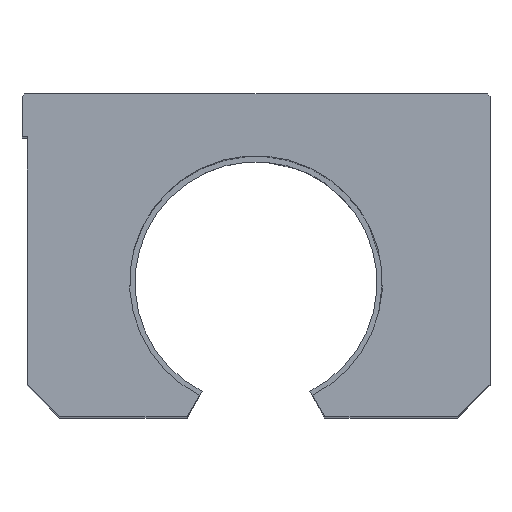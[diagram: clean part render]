
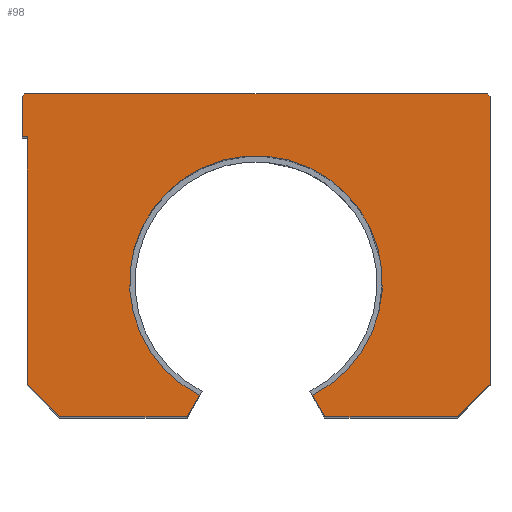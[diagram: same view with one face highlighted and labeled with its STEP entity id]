
A CAD part, top view. The second image highlights one B-rep face of the part: STEP entity #98.
In plain terms, the highlighted planar face has unit normal (0, 0, 1).
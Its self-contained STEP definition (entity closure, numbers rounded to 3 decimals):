
#98 = ADVANCED_FACE( '', ( #246 ), #247, .T. );
#246 = FACE_OUTER_BOUND( '', #467, .T. );
#247 = PLANE( '', #468 );
#467 = EDGE_LOOP( '', ( #710, #711, #712, #713, #714, #715, #716, #717, #718, #719, #720, #721, #722, #723 ) );
#468 = AXIS2_PLACEMENT_3D( '', #724, #725, #726 );
#710 = ORIENTED_EDGE( '', *, *, #1211, .T. );
#711 = ORIENTED_EDGE( '', *, *, #1193, .F. );
#712 = ORIENTED_EDGE( '', *, *, #1212, .T. );
#713 = ORIENTED_EDGE( '', *, *, #1213, .T. );
#714 = ORIENTED_EDGE( '', *, *, #1214, .T. );
#715 = ORIENTED_EDGE( '', *, *, #1215, .T. );
#716 = ORIENTED_EDGE( '', *, *, #1216, .T. );
#717 = ORIENTED_EDGE( '', *, *, #1217, .T. );
#718 = ORIENTED_EDGE( '', *, *, #1218, .T. );
#719 = ORIENTED_EDGE( '', *, *, #1219, .T. );
#720 = ORIENTED_EDGE( '', *, *, #1220, .T. );
#721 = ORIENTED_EDGE( '', *, *, #1181, .T. );
#722 = ORIENTED_EDGE( '', *, *, #1221, .T. );
#723 = ORIENTED_EDGE( '', *, *, #1222, .F. );
#724 = CARTESIAN_POINT( '', ( 0., 0., 152. ) );
#725 = DIRECTION( '', ( 0., 0., 1. ) );
#726 = DIRECTION( '', ( 1., 0., 0. ) );
#1181 = EDGE_CURVE( '', #1385, #1383, #1386, .T. );
#1193 = EDGE_CURVE( '', #1405, #1406, #1407, .T. );
#1211 = EDGE_CURVE( '', #1437, #1406, #1438, .T. );
#1212 = EDGE_CURVE( '', #1405, #1439, #1440, .T. );
#1213 = EDGE_CURVE( '', #1439, #1441, #1442, .T. );
#1214 = EDGE_CURVE( '', #1441, #1443, #1444, .T. );
#1215 = EDGE_CURVE( '', #1443, #1445, #1446, .T. );
#1216 = EDGE_CURVE( '', #1445, #1447, #1448, .T. );
#1217 = EDGE_CURVE( '', #1447, #1449, #1450, .T. );
#1218 = EDGE_CURVE( '', #1449, #1451, #1452, .T. );
#1219 = EDGE_CURVE( '', #1451, #1453, #1454, .T. );
#1220 = EDGE_CURVE( '', #1453, #1385, #1455, .T. );
#1221 = EDGE_CURVE( '', #1383, #1456, #1457, .T. );
#1222 = EDGE_CURVE( '', #1437, #1456, #1458, .T. );
#1383 = VERTEX_POINT( '', #1688 );
#1385 = VERTEX_POINT( '', #1691 );
#1386 = LINE( '', #1692, #1693 );
#1405 = VERTEX_POINT( '', #1718 );
#1406 = VERTEX_POINT( '', #1719 );
#1407 = LINE( '', #1720, #1721 );
#1437 = VERTEX_POINT( '', #1758 );
#1438 = CIRCLE( '', #1759, 23.5 );
#1439 = VERTEX_POINT( '', #1760 );
#1440 = LINE( '', #1761, #1762 );
#1441 = VERTEX_POINT( '', #1763 );
#1442 = LINE( '', #1764, #1765 );
#1443 = VERTEX_POINT( '', #1766 );
#1444 = LINE( '', #1767, #1768 );
#1445 = VERTEX_POINT( '', #1769 );
#1446 = LINE( '', #1770, #1771 );
#1447 = VERTEX_POINT( '', #1772 );
#1448 = LINE( '', #1773, #1774 );
#1449 = VERTEX_POINT( '', #1775 );
#1450 = LINE( '', #1776, #1777 );
#1451 = VERTEX_POINT( '', #1778 );
#1452 = LINE( '', #1779, #1780 );
#1453 = VERTEX_POINT( '', #1781 );
#1454 = LINE( '', #1782, #1783 );
#1455 = LINE( '', #1784, #1785 );
#1456 = VERTEX_POINT( '', #1786 );
#1457 = LINE( '', #1787, #1788 );
#1458 = LINE( '', #1789, #1790 );
#1688 = CARTESIAN_POINT( '', ( -36.5, 0., 152. ) );
#1691 = CARTESIAN_POINT( '', ( -42.5, 6., 152. ) );
#1692 = CARTESIAN_POINT( '', ( -42.5, 6., 152. ) );
#1693 = VECTOR( '', #2260, 1000. );
#1718 = CARTESIAN_POINT( '', ( 12.796, 0., 152. ) );
#1719 = CARTESIAN_POINT( '', ( 10.5, 3.976, 152. ) );
#1720 = CARTESIAN_POINT( '', ( 13.373, -1., 152. ) );
#1721 = VECTOR( '', #2273, 1000. );
#1758 = CARTESIAN_POINT( '', ( -10.5, 3.976, 152. ) );
#1759 = AXIS2_PLACEMENT_3D( '', #2299, #2300, #2301 );
#1760 = CARTESIAN_POINT( '', ( 37.5, 0., 152. ) );
#1761 = CARTESIAN_POINT( '', ( -36.5, 0., 152. ) );
#1762 = VECTOR( '', #2302, 1000. );
#1763 = CARTESIAN_POINT( '', ( 43.5, 6., 152. ) );
#1764 = CARTESIAN_POINT( '', ( 37.5, 0., 152. ) );
#1765 = VECTOR( '', #2303, 1000. );
#1766 = CARTESIAN_POINT( '', ( 43.5, 59.5, 152. ) );
#1767 = CARTESIAN_POINT( '', ( 43.5, 6., 152. ) );
#1768 = VECTOR( '', #2304, 1000. );
#1769 = CARTESIAN_POINT( '', ( 43., 60., 152. ) );
#1770 = CARTESIAN_POINT( '', ( 43.5, 59.5, 152. ) );
#1771 = VECTOR( '', #2305, 1000. );
#1772 = CARTESIAN_POINT( '', ( -43., 60., 152. ) );
#1773 = CARTESIAN_POINT( '', ( 43., 60., 152. ) );
#1774 = VECTOR( '', #2306, 1000. );
#1775 = CARTESIAN_POINT( '', ( -43.5, 59.5, 152. ) );
#1776 = CARTESIAN_POINT( '', ( -43., 60., 152. ) );
#1777 = VECTOR( '', #2307, 1000. );
#1778 = CARTESIAN_POINT( '', ( -43.5, 52., 152. ) );
#1779 = CARTESIAN_POINT( '', ( -43.5, 59.5, 152. ) );
#1780 = VECTOR( '', #2308, 1000. );
#1781 = CARTESIAN_POINT( '', ( -42.5, 52., 152. ) );
#1782 = CARTESIAN_POINT( '', ( -43.5, 52., 152. ) );
#1783 = VECTOR( '', #2309, 1000. );
#1784 = CARTESIAN_POINT( '', ( -42.5, 52., 152. ) );
#1785 = VECTOR( '', #2310, 1000. );
#1786 = CARTESIAN_POINT( '', ( -12.796, 0., 152. ) );
#1787 = CARTESIAN_POINT( '', ( -36.5, 0., 152. ) );
#1788 = VECTOR( '', #2311, 1000. );
#1789 = CARTESIAN_POINT( '', ( 0., 22.163, 152. ) );
#1790 = VECTOR( '', #2312, 1000. );
#2260 = DIRECTION( '', ( 0.707, -0.707, 0. ) );
#2273 = DIRECTION( '', ( -0.5, 0.866, 0. ) );
#2299 = CARTESIAN_POINT( '', ( 0., 25., 152. ) );
#2300 = DIRECTION( '', ( 0., 0., -1. ) );
#2301 = DIRECTION( '', ( -1., 0., 0. ) );
#2302 = DIRECTION( '', ( 1., 0., 0. ) );
#2303 = DIRECTION( '', ( 0.707, 0.707, 0. ) );
#2304 = DIRECTION( '', ( 0., 1., 0. ) );
#2305 = DIRECTION( '', ( -0.707, 0.707, 0. ) );
#2306 = DIRECTION( '', ( -1., 0., 0. ) );
#2307 = DIRECTION( '', ( -0.707, -0.707, 0. ) );
#2308 = DIRECTION( '', ( 0., -1., 0. ) );
#2309 = DIRECTION( '', ( 1., 0., 0. ) );
#2310 = DIRECTION( '', ( 0., -1., 0. ) );
#2311 = DIRECTION( '', ( 1., 0., 0. ) );
#2312 = DIRECTION( '', ( -0.5, -0.866, 0. ) );
